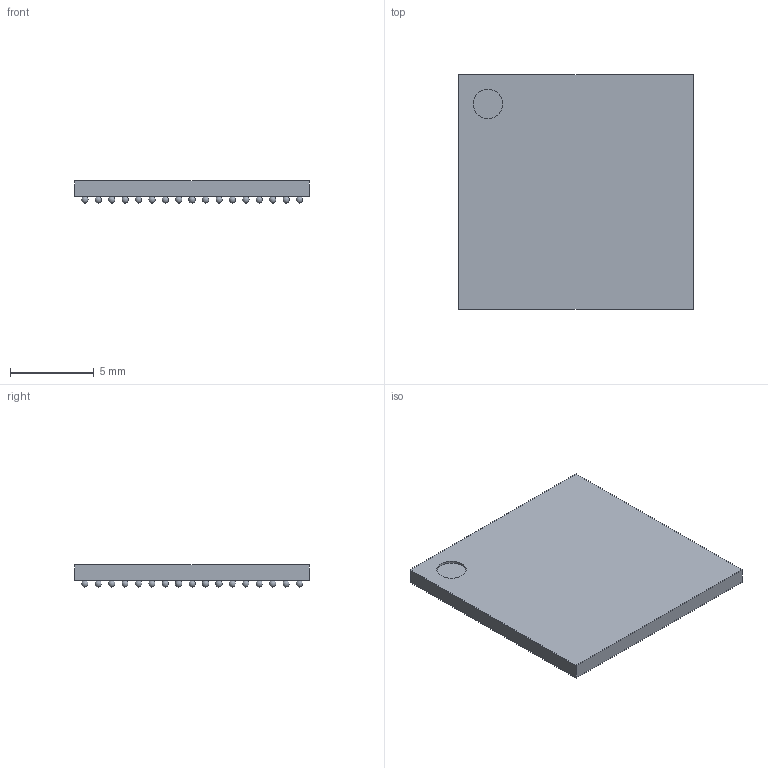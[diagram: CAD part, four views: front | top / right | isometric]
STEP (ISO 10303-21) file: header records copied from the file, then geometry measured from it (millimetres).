
FILE_DESCRIPTION(('FreeCAD Model'),'2;1');
FILE_NAME('2653120.1.1.stp','2020-07-31T08:17:34',( 'Author'),(''),'Open CASCADE STEP processor 6.9','FreeCAD','Unknown' );
FILE_SCHEMA(('AUTOMOTIVE_DESIGN { 1 0 10303 214 1 1 1 1 }'));
Length unit declared in the file: millimetre
Products named in the file (3): ASSEMBLY; Array; Body
Assembly tree (2 placements, depth 2):
  ASSEMBLY
    Array
    Body
Bounding box: 14 x 14 x 1.32 mm (x, y, z)
Volume: 189.7 mm3; surface area: 589.5 mm2
Topology: 290 solids, 290 shells, 297 faces, 882 edges, 588 vertices
Faces by surface type: sphere 289, plane 7, cylinder 1
Full cylindrical faces by diameter (mm): 1.75 x1
Entity records: 6524 total; most frequent: DIRECTION 647, CARTESIAN_POINT 644, AXIS2_PLACEMENT_3D 302, VERTEX_POINT 299, FACE_BOUND 298, ADVANCED_FACE 297, MANIFOLD_SOLID_BREP 290, CLOSED_SHELL 290
